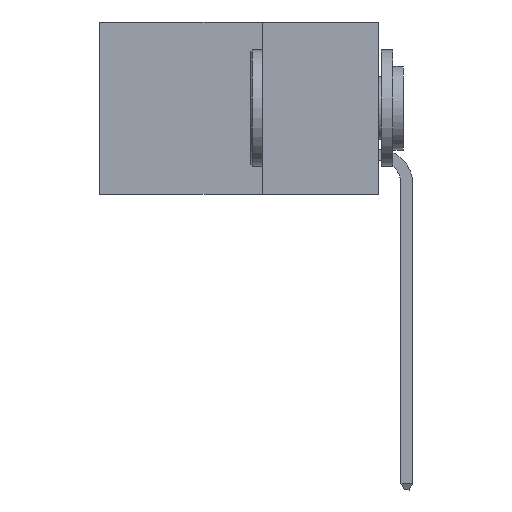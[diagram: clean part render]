
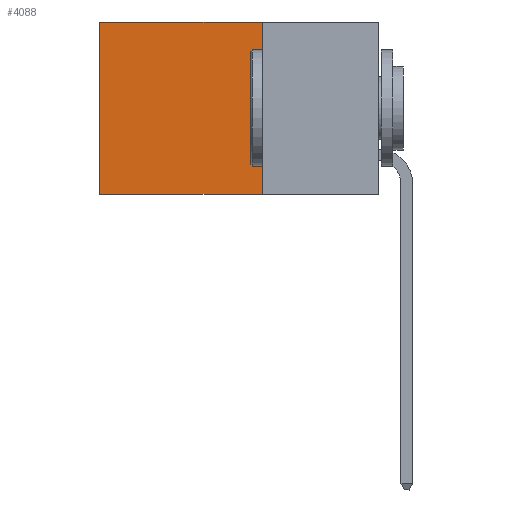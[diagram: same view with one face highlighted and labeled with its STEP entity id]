
A CAD part, left-side view. The second image highlights one B-rep face of the part: STEP entity #4088.
In plain terms, the highlighted planar face has unit normal (-1, 0, 0).
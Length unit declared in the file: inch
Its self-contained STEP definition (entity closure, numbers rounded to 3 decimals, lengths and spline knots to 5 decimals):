
#82 = ORIENTED_EDGE ( 'NONE', *, *, #6372, .F. ) ;
#4061 = VERTEX_POINT ( 'NONE', #25833 ) ;
#4088 = ADVANCED_FACE ( 'NONE', ( #27299 ), #19441, .F. ) ;
#6184 = AXIS2_PLACEMENT_3D ( 'NONE', #25923, #21648, #8370 ) ;
#6350 = VECTOR ( 'NONE', #11525, 39.37008 ) ;
#6372 = EDGE_CURVE ( 'NONE', #9533, #17313, #18646, .T. ) ;
#7080 = EDGE_CURVE ( 'NONE', #4061, #23309, #16166, .T. ) ;
#7427 = ORIENTED_EDGE ( 'NONE', *, *, #7080, .T. ) ;
#7960 = LINE ( 'NONE', #15940, #19101 ) ;
#8370 = DIRECTION ( 'NONE',  ( 0., 0., -1. ) ) ;
#9533 = VERTEX_POINT ( 'NONE', #24824 ) ;
#10278 = VECTOR ( 'NONE', #22927, 39.37008 ) ;
#10870 = ORIENTED_EDGE ( 'NONE', *, *, #23316, .F. ) ;
#11525 = DIRECTION ( 'NONE',  ( 0., 1., 0. ) ) ;
#11654 = EDGE_LOOP ( 'NONE', ( #7427, #10870, #82, #18744 ) ) ;
#12362 = LINE ( 'NONE', #15933, #6350 ) ;
#12771 = VECTOR ( 'NONE', #16333, 39.37008 ) ;
#14087 = CARTESIAN_POINT ( 'NONE',  ( 0.298, 0.6, 0. ) ) ;
#15933 = CARTESIAN_POINT ( 'NONE',  ( 0.298, 0.25, -0.37 ) ) ;
#15940 = CARTESIAN_POINT ( 'NONE',  ( 0.298, 0.25, 0. ) ) ;
#16166 = LINE ( 'NONE', #14087, #10278 ) ;
#16333 = DIRECTION ( 'NONE',  ( 0., 0., -1. ) ) ;
#17313 = VERTEX_POINT ( 'NONE', #20030 ) ;
#18182 = DIRECTION ( 'NONE',  ( 0., 1., 0. ) ) ;
#18646 = LINE ( 'NONE', #22870, #12771 ) ;
#18744 = ORIENTED_EDGE ( 'NONE', *, *, #19829, .T. ) ;
#19101 = VECTOR ( 'NONE', #18182, 39.37008 ) ;
#19441 = PLANE ( 'NONE',  #6184 ) ;
#19829 = EDGE_CURVE ( 'NONE', #9533, #4061, #7960, .T. ) ;
#20030 = CARTESIAN_POINT ( 'NONE',  ( 0.298, 0.25, -0.37 ) ) ;
#20403 = CARTESIAN_POINT ( 'NONE',  ( 0.298, 0.6, -0.37 ) ) ;
#21648 = DIRECTION ( 'NONE',  ( 1., 0., 0. ) ) ;
#22870 = CARTESIAN_POINT ( 'NONE',  ( 0.298, 0.25, 0. ) ) ;
#22927 = DIRECTION ( 'NONE',  ( 0., 0., -1. ) ) ;
#23309 = VERTEX_POINT ( 'NONE', #20403 ) ;
#23316 = EDGE_CURVE ( 'NONE', #17313, #23309, #12362, .T. ) ;
#24824 = CARTESIAN_POINT ( 'NONE',  ( 0.298, 0.25, 0. ) ) ;
#25833 = CARTESIAN_POINT ( 'NONE',  ( 0.298, 0.6, 0. ) ) ;
#25923 = CARTESIAN_POINT ( 'NONE',  ( 0.298, 0.25, 0. ) ) ;
#27299 = FACE_OUTER_BOUND ( 'NONE', #11654, .T. ) ;
